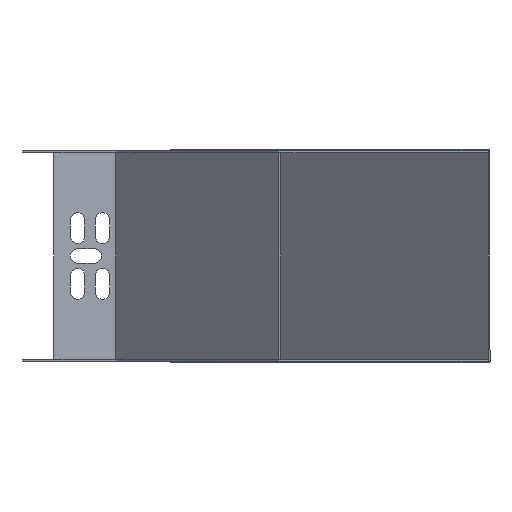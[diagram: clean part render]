
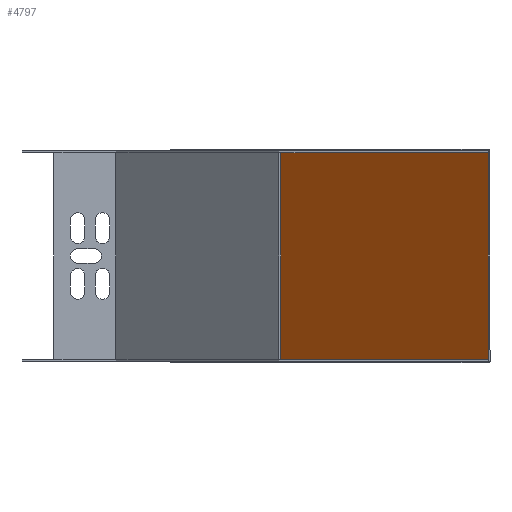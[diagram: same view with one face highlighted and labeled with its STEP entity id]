
A CAD part, front view. The second image highlights one B-rep face of the part: STEP entity #4797.
In plain terms, the highlighted planar face has unit normal (-0.707, -0.707, 0).
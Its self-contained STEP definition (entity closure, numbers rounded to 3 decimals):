
#54 = ORIENTED_EDGE ( 'NONE', *, *, #5851, .F. ) ;
#327 = ORIENTED_EDGE ( 'NONE', *, *, #2585, .F. ) ;
#347 = ORIENTED_EDGE ( 'NONE', *, *, #5051, .T. ) ;
#373 = VERTEX_POINT ( 'NONE', #2480 ) ;
#749 = DIRECTION ( 'NONE',  ( 0., 0., 1. ) ) ;
#774 = CARTESIAN_POINT ( 'NONE',  ( 129.272, -36.906, 70.029 ) ) ;
#849 = VERTEX_POINT ( 'NONE', #956 ) ;
#956 = CARTESIAN_POINT ( 'NONE',  ( 129.272, -36.906, 70.029 ) ) ;
#970 = DIRECTION ( 'NONE',  ( -0.707, -0.707, 0. ) ) ;
#1367 = LINE ( 'NONE', #6171, #1592 ) ;
#1498 = LINE ( 'NONE', #6339, #3411 ) ;
#1524 = PLANE ( 'NONE',  #2019 ) ;
#1592 = VECTOR ( 'NONE', #6677, 1000. ) ;
#2016 = ORIENTED_EDGE ( 'NONE', *, *, #3073, .T. ) ;
#2019 = AXIS2_PLACEMENT_3D ( 'NONE', #4364, #970, #4910 ) ;
#2480 = CARTESIAN_POINT ( 'NONE',  ( -8.613, 100.98, 70.029 ) ) ;
#2585 = EDGE_CURVE ( 'NONE', #849, #373, #3692, .T. ) ;
#2823 = VERTEX_POINT ( 'NONE', #5272 ) ;
#3073 = EDGE_CURVE ( 'NONE', #849, #5643, #6360, .T. ) ;
#3302 = CARTESIAN_POINT ( 'NONE',  ( 129.272, -36.906, 70.029 ) ) ;
#3411 = VECTOR ( 'NONE', #3620, 1000. ) ;
#3584 = VECTOR ( 'NONE', #3859, 1000. ) ;
#3620 = DIRECTION ( 'NONE',  ( 0.707, -0.707, 0. ) ) ;
#3692 = LINE ( 'NONE', #3302, #3584 ) ;
#3859 = DIRECTION ( 'NONE',  ( -0.707, 0.707, 0. ) ) ;
#4364 = CARTESIAN_POINT ( 'NONE',  ( 129.272, -36.906, 70.029 ) ) ;
#4386 = CARTESIAN_POINT ( 'NONE',  ( 129.272, -36.906, 171.629 ) ) ;
#4797 = ADVANCED_FACE ( 'NONE', ( #5638 ), #1524, .T. ) ;
#4910 = DIRECTION ( 'NONE',  ( 0.707, -0.707, 0. ) ) ;
#4997 = EDGE_LOOP ( 'NONE', ( #327, #2016, #54, #347 ) ) ;
#5051 = EDGE_CURVE ( 'NONE', #2823, #373, #1367, .T. ) ;
#5272 = CARTESIAN_POINT ( 'NONE',  ( -8.613, 100.98, 171.629 ) ) ;
#5638 = FACE_OUTER_BOUND ( 'NONE', #4997, .T. ) ;
#5643 = VERTEX_POINT ( 'NONE', #4386 ) ;
#5851 = EDGE_CURVE ( 'NONE', #2823, #5643, #1498, .T. ) ;
#6171 = CARTESIAN_POINT ( 'NONE',  ( -8.613, 100.98, 70.029 ) ) ;
#6339 = CARTESIAN_POINT ( 'NONE',  ( -8.613, 100.98, 171.629 ) ) ;
#6360 = LINE ( 'NONE', #774, #6939 ) ;
#6677 = DIRECTION ( 'NONE',  ( 0., 0., -1. ) ) ;
#6939 = VECTOR ( 'NONE', #749, 1000. ) ;
